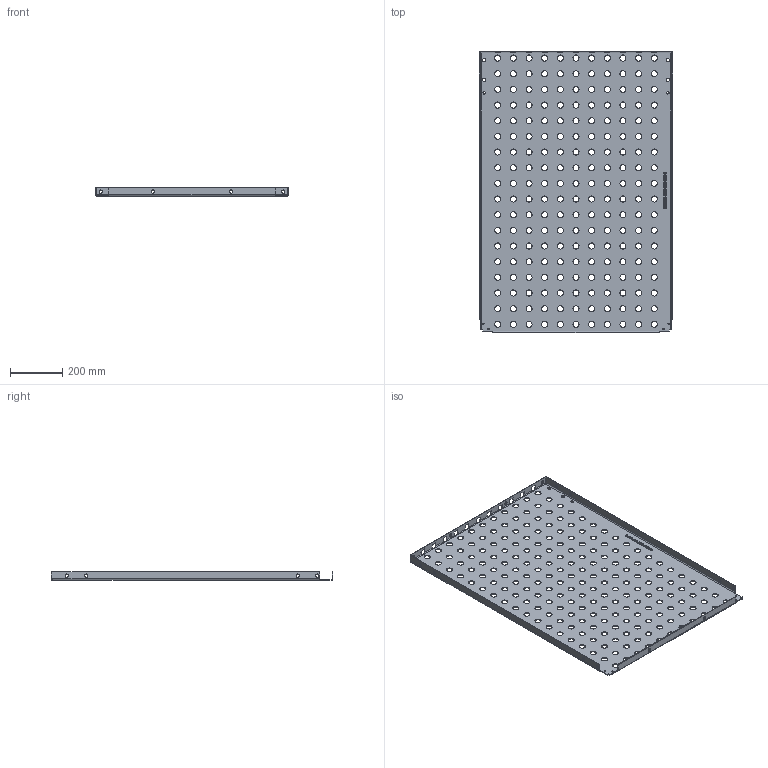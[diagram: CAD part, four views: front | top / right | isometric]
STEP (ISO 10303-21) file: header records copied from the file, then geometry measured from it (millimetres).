
FILE_DESCRIPTION(/* description */ ('Tussenplaat WO Onder 18x11'),/* implementation_level */ '2;1');
FILE_NAME(/* name */ '0200554130-010.120-1.stp',/* time_stamp */ '2023-03-03T09:59:07+01:00',/* author */ (''),/* organization */ (''),/* preprocessor_version */ 'ST-DEVELOPER v18.1',/* originating_system */ 'Autodesk Inventor 2021',/* authorisation */ '');
FILE_SCHEMA (('AUTOMOTIVE_DESIGN { 1 0 10303 214 3 1 1 }'));
Length unit declared in the file: millimetre
Products named in the file (1): 0200554130-010.120-1
Bounding box: 740 x 1080 x 33 mm (x, y, z)
Volume: 2408955.4 mm3; surface area: 1666241.6 mm2
Topology: 1 solids, 1 shells, 1210 faces, 3543 edges, 2341 vertices
Faces by surface type: cylinder 824, plane 224, bspline 162
Full cylindrical faces by diameter (mm): 5 x4, 9.1 x2, 12.5 x6, 12.7 x12
Entity records: 44324 total; most frequent: CARTESIAN_POINT 9819, ORIENTED_EDGE 7086, DIRECTION 7009, EDGE_CURVE 3543, AXIS2_PLACEMENT_3D 2741, VERTEX_POINT 2341, CIRCLE 1692, EDGE_LOOP 1682
